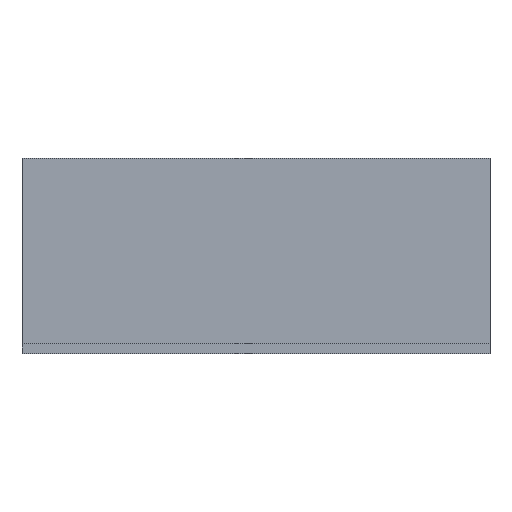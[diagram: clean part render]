
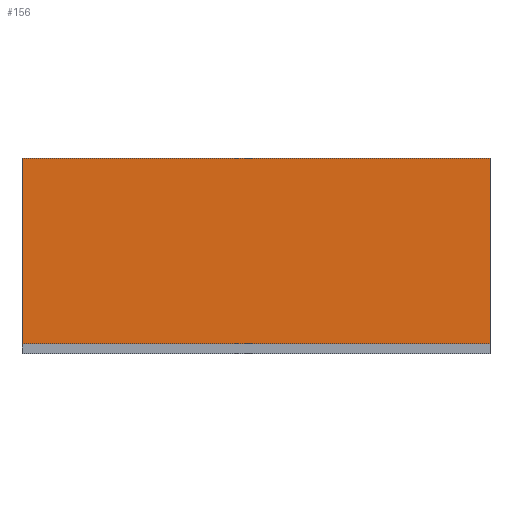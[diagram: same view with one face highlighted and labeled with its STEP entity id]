
A CAD part, left-side view. The second image highlights one B-rep face of the part: STEP entity #156.
In plain terms, the highlighted planar face has unit normal (-1, 0, 0).
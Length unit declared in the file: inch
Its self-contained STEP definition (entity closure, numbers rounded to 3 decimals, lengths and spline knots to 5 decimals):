
#95=CARTESIAN_POINT('',(0.,5.875,1.3125));
#96=VERTEX_POINT('',#95);
#103=CARTESIAN_POINT('',(0.,-0.125,1.3125));
#104=VERTEX_POINT('',#103);
#105=CARTESIAN_POINT('',(0.,-0.125,1.3125));
#106=DIRECTION('',(0.,1.,0.));
#107=VECTOR('',#106,1.);
#108=LINE('',#105,#107);
#109=EDGE_CURVE('',#104,#96,#108,.T.);
#126=CARTESIAN_POINT('',(0.,5.875,-1.0625));
#127=VERTEX_POINT('',#126);
#128=CARTESIAN_POINT('',(0.,5.875,-1.0625));
#129=DIRECTION('',(0.,0.,-1.));
#130=VECTOR('',#129,1.);
#131=LINE('',#128,#130);
#132=EDGE_CURVE('',#96,#127,#131,.T.);
#133=ORIENTED_EDGE('',*,*,#132,.T.);
#134=CARTESIAN_POINT('',(0.,-0.125,-1.0625));
#135=VERTEX_POINT('',#134);
#136=CARTESIAN_POINT('',(0.,-0.125,-1.0625));
#137=DIRECTION('',(0.,1.,0.));
#138=VECTOR('',#137,1.);
#139=LINE('',#136,#138);
#140=EDGE_CURVE('',#135,#127,#139,.T.);
#141=ORIENTED_EDGE('',*,*,#140,.F.);
#142=CARTESIAN_POINT('',(0.,-0.125,-1.0625));
#143=DIRECTION('',(0.,0.,1.));
#144=VECTOR('',#143,1.);
#145=LINE('',#142,#144);
#146=EDGE_CURVE('',#135,#104,#145,.T.);
#147=ORIENTED_EDGE('',*,*,#146,.T.);
#148=ORIENTED_EDGE('',*,*,#109,.T.);
#149=EDGE_LOOP('',(#133,#141,#147,#148));
#150=FACE_OUTER_BOUND('',#149,.T.);
#151=CARTESIAN_POINT('',(0.,-0.125,0.125));
#152=DIRECTION('',(-1.,0.,0.));
#153=DIRECTION('',(0.,0.,1.));
#154=AXIS2_PLACEMENT_3D('',#151,#152,#153);
#155=PLANE('',#154);
#156=ADVANCED_FACE('',(#150),#155,.T.);
